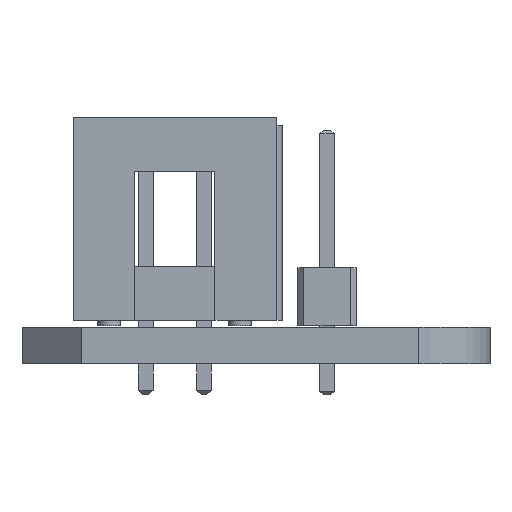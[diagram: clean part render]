
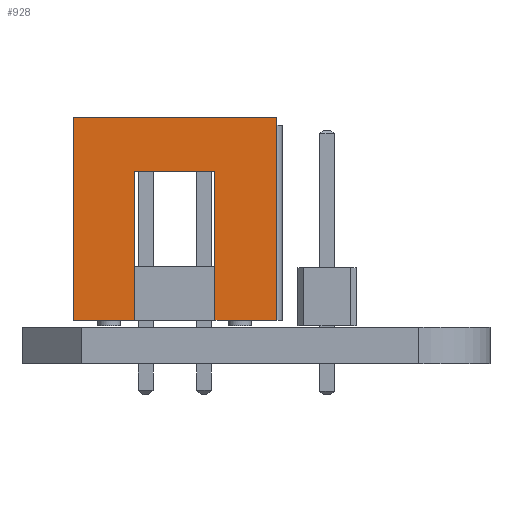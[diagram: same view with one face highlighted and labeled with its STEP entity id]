
A CAD part, front view. The second image highlights one B-rep face of the part: STEP entity #928.
In plain terms, the highlighted planar face has unit normal (0, -1, 0).
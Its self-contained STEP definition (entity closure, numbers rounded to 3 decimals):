
#72 = PLANE('',#73);
#73 = AXIS2_PLACEMENT_3D('',#74,#75,#76);
#74 = CARTESIAN_POINT('',(-3.155,-3.81,4.675));
#75 = DIRECTION('',(-1.,0.,0.));
#76 = DIRECTION('',(0.,0.,-1.));
#97 = VERTEX_POINT('',#98);
#98 = CARTESIAN_POINT('',(-3.155,-12.72,0.25));
#112 = PLANE('',#113);
#113 = AXIS2_PLACEMENT_3D('',#114,#115,#116);
#114 = CARTESIAN_POINT('',(1.323,-3.81,0.25));
#115 = DIRECTION('',(0.,0.,-1.));
#116 = DIRECTION('',(-1.,0.,0.));
#124 = EDGE_CURVE('',#97,#125,#127,.T.);
#125 = VERTEX_POINT('',#126);
#126 = CARTESIAN_POINT('',(-3.155,-12.72,9.1));
#127 = SURFACE_CURVE('',#128,(#132,#139),.PCURVE_S1.);
#128 = LINE('',#129,#130);
#129 = CARTESIAN_POINT('',(-3.155,-12.72,2.6));
#130 = VECTOR('',#131,1.);
#131 = DIRECTION('',(0.,0.,1.));
#132 = PCURVE('',#72,#133);
#133 = DEFINITIONAL_REPRESENTATION('',(#134),#138);
#134 = LINE('',#135,#136);
#135 = CARTESIAN_POINT('',(2.075,8.91));
#136 = VECTOR('',#137,1.);
#137 = DIRECTION('',(-1.,0.));
#138 = ( GEOMETRIC_REPRESENTATION_CONTEXT(2) 
PARAMETRIC_REPRESENTATION_CONTEXT() REPRESENTATION_CONTEXT('2D SPACE',''
  ) );
#139 = PCURVE('',#140,#145);
#140 = PLANE('',#141);
#141 = AXIS2_PLACEMENT_3D('',#142,#143,#144);
#142 = CARTESIAN_POINT('',(1.27,-12.72,4.675));
#143 = DIRECTION('',(0.,-1.,0.));
#144 = DIRECTION('',(0.,0.,-1.));
#145 = DEFINITIONAL_REPRESENTATION('',(#146),#150);
#146 = LINE('',#147,#148);
#147 = CARTESIAN_POINT('',(2.075,-4.425));
#148 = VECTOR('',#149,1.);
#149 = DIRECTION('',(-1.,0.));
#150 = ( GEOMETRIC_REPRESENTATION_CONTEXT(2) 
PARAMETRIC_REPRESENTATION_CONTEXT() REPRESENTATION_CONTEXT('2D SPACE',''
  ) );
#168 = PLANE('',#169);
#169 = AXIS2_PLACEMENT_3D('',#170,#171,#172);
#170 = CARTESIAN_POINT('',(1.27,-3.81,9.1));
#171 = DIRECTION('',(0.,0.,1.));
#172 = DIRECTION('',(0.,1.,0.));
#306 = PLANE('',#307);
#307 = AXIS2_PLACEMENT_3D('',#308,#309,#310);
#308 = CARTESIAN_POINT('',(5.695,-3.81,4.675));
#309 = DIRECTION('',(1.,0.,0.));
#310 = DIRECTION('',(0.,0.,1.));
#472 = EDGE_CURVE('',#125,#473,#475,.T.);
#473 = VERTEX_POINT('',#474);
#474 = CARTESIAN_POINT('',(5.695,-12.72,9.1));
#475 = SURFACE_CURVE('',#476,(#480,#487),.PCURVE_S1.);
#476 = LINE('',#477,#478);
#477 = CARTESIAN_POINT('',(-3.155,-12.72,9.1));
#478 = VECTOR('',#479,1.);
#479 = DIRECTION('',(1.,0.,0.));
#480 = PCURVE('',#168,#481);
#481 = DEFINITIONAL_REPRESENTATION('',(#482),#486);
#482 = LINE('',#483,#484);
#483 = CARTESIAN_POINT('',(-8.91,4.425));
#484 = VECTOR('',#485,1.);
#485 = DIRECTION('',(0.,-1.));
#486 = ( GEOMETRIC_REPRESENTATION_CONTEXT(2) 
PARAMETRIC_REPRESENTATION_CONTEXT() REPRESENTATION_CONTEXT('2D SPACE',''
  ) );
#487 = PCURVE('',#140,#488);
#488 = DEFINITIONAL_REPRESENTATION('',(#489),#493);
#489 = LINE('',#490,#491);
#490 = CARTESIAN_POINT('',(-4.425,-4.425));
#491 = VECTOR('',#492,1.);
#492 = DIRECTION('',(0.,1.));
#493 = ( GEOMETRIC_REPRESENTATION_CONTEXT(2) 
PARAMETRIC_REPRESENTATION_CONTEXT() REPRESENTATION_CONTEXT('2D SPACE',''
  ) );
#928 = ADVANCED_FACE('',(#929),#140,.T.);
#929 = FACE_BOUND('',#930,.T.);
#930 = EDGE_LOOP('',(#931,#932,#955,#983,#1011,#1039,#1062,#1083));
#931 = ORIENTED_EDGE('',*,*,#124,.F.);
#932 = ORIENTED_EDGE('',*,*,#933,.T.);
#933 = EDGE_CURVE('',#97,#934,#936,.T.);
#934 = VERTEX_POINT('',#935);
#935 = CARTESIAN_POINT('',(-0.48,-12.72,0.25));
#936 = SURFACE_CURVE('',#937,(#941,#948),.PCURVE_S1.);
#937 = LINE('',#938,#939);
#938 = CARTESIAN_POINT('',(-3.155,-12.72,0.25));
#939 = VECTOR('',#940,1.);
#940 = DIRECTION('',(1.,0.,0.));
#941 = PCURVE('',#140,#942);
#942 = DEFINITIONAL_REPRESENTATION('',(#943),#947);
#943 = LINE('',#944,#945);
#944 = CARTESIAN_POINT('',(4.425,-4.425));
#945 = VECTOR('',#946,1.);
#946 = DIRECTION('',(0.,1.));
#947 = ( GEOMETRIC_REPRESENTATION_CONTEXT(2) 
PARAMETRIC_REPRESENTATION_CONTEXT() REPRESENTATION_CONTEXT('2D SPACE',''
  ) );
#948 = PCURVE('',#112,#949);
#949 = DEFINITIONAL_REPRESENTATION('',(#950),#954);
#950 = LINE('',#951,#952);
#951 = CARTESIAN_POINT('',(4.478,-8.91));
#952 = VECTOR('',#953,1.);
#953 = DIRECTION('',(-1.,0.));
#954 = ( GEOMETRIC_REPRESENTATION_CONTEXT(2) 
PARAMETRIC_REPRESENTATION_CONTEXT() REPRESENTATION_CONTEXT('2D SPACE',''
  ) );
#955 = ORIENTED_EDGE('',*,*,#956,.T.);
#956 = EDGE_CURVE('',#934,#957,#959,.T.);
#957 = VERTEX_POINT('',#958);
#958 = CARTESIAN_POINT('',(-0.48,-12.72,6.75));
#959 = SURFACE_CURVE('',#960,(#964,#971),.PCURVE_S1.);
#960 = LINE('',#961,#962);
#961 = CARTESIAN_POINT('',(-0.48,-12.72,2.463));
#962 = VECTOR('',#963,1.);
#963 = DIRECTION('',(0.,0.,1.));
#964 = PCURVE('',#140,#965);
#965 = DEFINITIONAL_REPRESENTATION('',(#966),#970);
#966 = LINE('',#967,#968);
#967 = CARTESIAN_POINT('',(2.213,-1.75));
#968 = VECTOR('',#969,1.);
#969 = DIRECTION('',(-1.,0.));
#970 = ( GEOMETRIC_REPRESENTATION_CONTEXT(2) 
PARAMETRIC_REPRESENTATION_CONTEXT() REPRESENTATION_CONTEXT('2D SPACE',''
  ) );
#971 = PCURVE('',#972,#977);
#972 = PLANE('',#973);
#973 = AXIS2_PLACEMENT_3D('',#974,#975,#976);
#974 = CARTESIAN_POINT('',(-0.48,-11.47,0.25));
#975 = DIRECTION('',(1.,0.,0.));
#976 = DIRECTION('',(0.,-1.,0.));
#977 = DEFINITIONAL_REPRESENTATION('',(#978),#982);
#978 = LINE('',#979,#980);
#979 = CARTESIAN_POINT('',(1.25,-2.213));
#980 = VECTOR('',#981,1.);
#981 = DIRECTION('',(0.,-1.));
#982 = ( GEOMETRIC_REPRESENTATION_CONTEXT(2) 
PARAMETRIC_REPRESENTATION_CONTEXT() REPRESENTATION_CONTEXT('2D SPACE',''
  ) );
#983 = ORIENTED_EDGE('',*,*,#984,.F.);
#984 = EDGE_CURVE('',#985,#957,#987,.T.);
#985 = VERTEX_POINT('',#986);
#986 = CARTESIAN_POINT('',(3.02,-12.72,6.75));
#987 = SURFACE_CURVE('',#988,(#992,#999),.PCURVE_S1.);
#988 = LINE('',#989,#990);
#989 = CARTESIAN_POINT('',(1.27,-12.72,6.75));
#990 = VECTOR('',#991,1.);
#991 = DIRECTION('',(-1.,0.,0.));
#992 = PCURVE('',#140,#993);
#993 = DEFINITIONAL_REPRESENTATION('',(#994),#998);
#994 = LINE('',#995,#996);
#995 = CARTESIAN_POINT('',(-2.075,0.));
#996 = VECTOR('',#997,1.);
#997 = DIRECTION('',(0.,-1.));
#998 = ( GEOMETRIC_REPRESENTATION_CONTEXT(2) 
PARAMETRIC_REPRESENTATION_CONTEXT() REPRESENTATION_CONTEXT('2D SPACE',''
  ) );
#999 = PCURVE('',#1000,#1005);
#1000 = PLANE('',#1001);
#1001 = AXIS2_PLACEMENT_3D('',#1002,#1003,#1004);
#1002 = CARTESIAN_POINT('',(1.27,-12.72,6.75));
#1003 = DIRECTION('',(0.,0.,1.));
#1004 = DIRECTION('',(1.,0.,0.));
#1005 = DEFINITIONAL_REPRESENTATION('',(#1006),#1010);
#1006 = LINE('',#1007,#1008);
#1007 = CARTESIAN_POINT('',(0.,0.));
#1008 = VECTOR('',#1009,1.);
#1009 = DIRECTION('',(-1.,0.));
#1010 = ( GEOMETRIC_REPRESENTATION_CONTEXT(2) 
PARAMETRIC_REPRESENTATION_CONTEXT() REPRESENTATION_CONTEXT('2D SPACE',''
  ) );
#1011 = ORIENTED_EDGE('',*,*,#1012,.T.);
#1012 = EDGE_CURVE('',#985,#1013,#1015,.T.);
#1013 = VERTEX_POINT('',#1014);
#1014 = CARTESIAN_POINT('',(3.02,-12.72,0.25));
#1015 = SURFACE_CURVE('',#1016,(#1020,#1027),.PCURVE_S1.);
#1016 = LINE('',#1017,#1018);
#1017 = CARTESIAN_POINT('',(3.02,-12.72,2.463));
#1018 = VECTOR('',#1019,1.);
#1019 = DIRECTION('',(0.,0.,-1.));
#1020 = PCURVE('',#140,#1021);
#1021 = DEFINITIONAL_REPRESENTATION('',(#1022),#1026);
#1022 = LINE('',#1023,#1024);
#1023 = CARTESIAN_POINT('',(2.213,1.75));
#1024 = VECTOR('',#1025,1.);
#1025 = DIRECTION('',(1.,0.));
#1026 = ( GEOMETRIC_REPRESENTATION_CONTEXT(2) 
PARAMETRIC_REPRESENTATION_CONTEXT() REPRESENTATION_CONTEXT('2D SPACE',''
  ) );
#1027 = PCURVE('',#1028,#1033);
#1028 = PLANE('',#1029);
#1029 = AXIS2_PLACEMENT_3D('',#1030,#1031,#1032);
#1030 = CARTESIAN_POINT('',(3.02,-13.97,0.25));
#1031 = DIRECTION('',(-1.,0.,0.));
#1032 = DIRECTION('',(0.,1.,0.));
#1033 = DEFINITIONAL_REPRESENTATION('',(#1034),#1038);
#1034 = LINE('',#1035,#1036);
#1035 = CARTESIAN_POINT('',(1.25,-2.213));
#1036 = VECTOR('',#1037,1.);
#1037 = DIRECTION('',(0.,1.));
#1038 = ( GEOMETRIC_REPRESENTATION_CONTEXT(2) 
PARAMETRIC_REPRESENTATION_CONTEXT() REPRESENTATION_CONTEXT('2D SPACE',''
  ) );
#1039 = ORIENTED_EDGE('',*,*,#1040,.T.);
#1040 = EDGE_CURVE('',#1013,#1041,#1043,.T.);
#1041 = VERTEX_POINT('',#1042);
#1042 = CARTESIAN_POINT('',(5.695,-12.72,0.25));
#1043 = SURFACE_CURVE('',#1044,(#1048,#1055),.PCURVE_S1.);
#1044 = LINE('',#1045,#1046);
#1045 = CARTESIAN_POINT('',(-3.155,-12.72,0.25));
#1046 = VECTOR('',#1047,1.);
#1047 = DIRECTION('',(1.,0.,0.));
#1048 = PCURVE('',#140,#1049);
#1049 = DEFINITIONAL_REPRESENTATION('',(#1050),#1054);
#1050 = LINE('',#1051,#1052);
#1051 = CARTESIAN_POINT('',(4.425,-4.425));
#1052 = VECTOR('',#1053,1.);
#1053 = DIRECTION('',(0.,1.));
#1054 = ( GEOMETRIC_REPRESENTATION_CONTEXT(2) 
PARAMETRIC_REPRESENTATION_CONTEXT() REPRESENTATION_CONTEXT('2D SPACE',''
  ) );
#1055 = PCURVE('',#112,#1056);
#1056 = DEFINITIONAL_REPRESENTATION('',(#1057),#1061);
#1057 = LINE('',#1058,#1059);
#1058 = CARTESIAN_POINT('',(4.478,-8.91));
#1059 = VECTOR('',#1060,1.);
#1060 = DIRECTION('',(-1.,0.));
#1061 = ( GEOMETRIC_REPRESENTATION_CONTEXT(2) 
PARAMETRIC_REPRESENTATION_CONTEXT() REPRESENTATION_CONTEXT('2D SPACE',''
  ) );
#1062 = ORIENTED_EDGE('',*,*,#1063,.T.);
#1063 = EDGE_CURVE('',#1041,#473,#1064,.T.);
#1064 = SURFACE_CURVE('',#1065,(#1069,#1076),.PCURVE_S1.);
#1065 = LINE('',#1066,#1067);
#1066 = CARTESIAN_POINT('',(5.695,-12.72,0.25));
#1067 = VECTOR('',#1068,1.);
#1068 = DIRECTION('',(0.,0.,1.));
#1069 = PCURVE('',#140,#1070);
#1070 = DEFINITIONAL_REPRESENTATION('',(#1071),#1075);
#1071 = LINE('',#1072,#1073);
#1072 = CARTESIAN_POINT('',(4.425,4.425));
#1073 = VECTOR('',#1074,1.);
#1074 = DIRECTION('',(-1.,0.));
#1075 = ( GEOMETRIC_REPRESENTATION_CONTEXT(2) 
PARAMETRIC_REPRESENTATION_CONTEXT() REPRESENTATION_CONTEXT('2D SPACE',''
  ) );
#1076 = PCURVE('',#306,#1077);
#1077 = DEFINITIONAL_REPRESENTATION('',(#1078),#1082);
#1078 = LINE('',#1079,#1080);
#1079 = CARTESIAN_POINT('',(-4.425,8.91));
#1080 = VECTOR('',#1081,1.);
#1081 = DIRECTION('',(1.,0.));
#1082 = ( GEOMETRIC_REPRESENTATION_CONTEXT(2) 
PARAMETRIC_REPRESENTATION_CONTEXT() REPRESENTATION_CONTEXT('2D SPACE',''
  ) );
#1083 = ORIENTED_EDGE('',*,*,#472,.F.);
